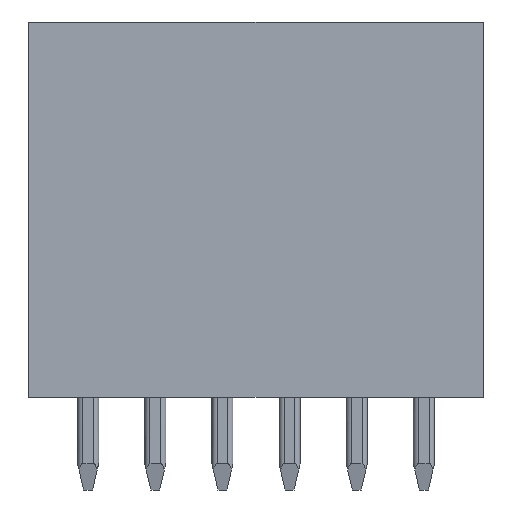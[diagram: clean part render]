
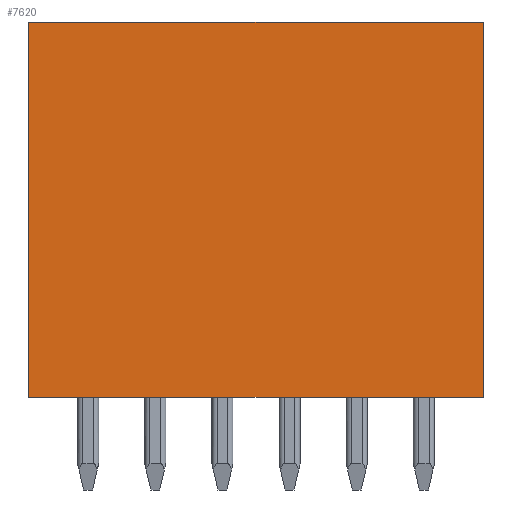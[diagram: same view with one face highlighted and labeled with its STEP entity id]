
A CAD part, left-side view. The second image highlights one B-rep face of the part: STEP entity #7620.
In plain terms, the highlighted planar face has unit normal (-1, 0, 0).
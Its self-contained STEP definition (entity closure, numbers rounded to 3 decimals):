
#97=DIRECTION('',(0.,1.,0.));
#98=VECTOR('',#97,17.2);
#99=CARTESIAN_POINT('',(-5.25,-14.95,7.1));
#100=LINE('',#99,#98);
#483=DIRECTION('',(0.,-1.,0.));
#484=VECTOR('',#483,17.2);
#485=CARTESIAN_POINT('',(-5.25,2.25,-7.1));
#486=LINE('',#485,#484);
#6125=DIRECTION('',(0.,0.,-1.));
#6126=VECTOR('',#6125,14.2);
#6127=CARTESIAN_POINT('',(-5.25,-14.95,7.1));
#6128=LINE('',#6127,#6126);
#6149=DIRECTION('',(0.,0.,1.));
#6150=VECTOR('',#6149,14.2);
#6151=CARTESIAN_POINT('',(-5.25,2.25,-7.1));
#6152=LINE('',#6151,#6150);
#6245=CARTESIAN_POINT('',(-5.25,2.25,-7.1));
#6246=VERTEX_POINT('',#6245);
#6247=CARTESIAN_POINT('',(-5.25,2.25,7.1));
#6248=VERTEX_POINT('',#6247);
#6249=CARTESIAN_POINT('',(-5.25,-14.95,7.1));
#6250=CARTESIAN_POINT('',(-5.25,-14.95,-7.1));
#6251=VERTEX_POINT('',#6249);
#6252=VERTEX_POINT('',#6250);
#7605=CARTESIAN_POINT('',(-5.25,-13.97,-7.1));
#7606=DIRECTION('',(-1.,0.,0.));
#7607=DIRECTION('',(0.,0.,1.));
#7608=AXIS2_PLACEMENT_3D('',#7605,#7606,#7607);
#7609=PLANE('',#7608);
#7611=ORIENTED_EDGE('',*,*,#7610,.F.);
#7613=ORIENTED_EDGE('',*,*,#7612,.T.);
#7615=ORIENTED_EDGE('',*,*,#7614,.F.);
#7617=ORIENTED_EDGE('',*,*,#7616,.T.);
#7618=EDGE_LOOP('',(#7611,#7613,#7615,#7617));
#7619=FACE_OUTER_BOUND('',#7618,.F.);
#7620=ADVANCED_FACE('',(#7619),#7609,.T.);
#7610=EDGE_CURVE('',#6251,#6248,#100,.T.);
#7612=EDGE_CURVE('',#6251,#6252,#6128,.T.);
#7614=EDGE_CURVE('',#6246,#6252,#486,.T.);
#7616=EDGE_CURVE('',#6246,#6248,#6152,.T.);
